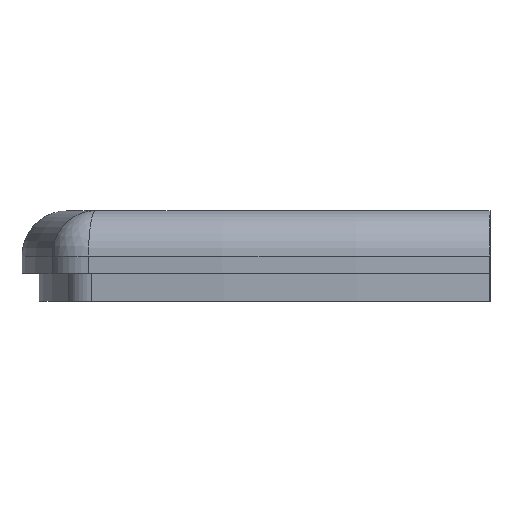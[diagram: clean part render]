
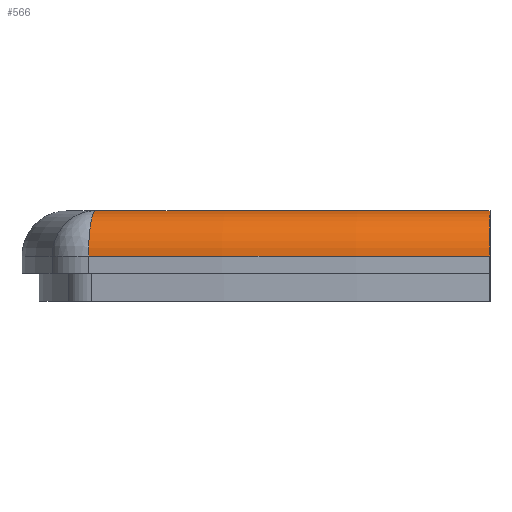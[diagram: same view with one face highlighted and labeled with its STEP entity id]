
A CAD part, left-side view. The second image highlights one B-rep face of the part: STEP entity #566.
In plain terms, the highlighted toroidal (fillet/blend) face has major radius 169.136 mm and minor radius 3 mm.
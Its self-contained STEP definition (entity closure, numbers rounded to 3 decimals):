
#73 = PLANE('',#74);
#74 = AXIS2_PLACEMENT_3D('',#75,#76,#77);
#75 = CARTESIAN_POINT('',(-18.2,0.,1.867));
#76 = DIRECTION('',(0.,-1.,0.));
#77 = DIRECTION('',(-1.,0.,0.));
#209 = PLANE('',#210);
#210 = AXIS2_PLACEMENT_3D('',#211,#212,#213);
#211 = CARTESIAN_POINT('',(-13.16,26.19,6.));
#212 = DIRECTION('',(0.,0.,1.));
#213 = DIRECTION('',(1.,0.,0.));
#466 = CYLINDRICAL_SURFACE('',#467,172.136);
#467 = AXIS2_PLACEMENT_3D('',#468,#469,#470);
#468 = CARTESIAN_POINT('',(153.936,0.,0.));
#469 = DIRECTION('',(0.,0.,-1.));
#470 = DIRECTION('',(-1.,-0.,-0.));
#490 = VERTEX_POINT('',#491);
#491 = CARTESIAN_POINT('',(-18.2,0.,3.));
#512 = EDGE_CURVE('',#490,#513,#515,.T.);
#513 = VERTEX_POINT('',#514);
#514 = CARTESIAN_POINT('',(-16.124,26.655,3.));
#515 = SURFACE_CURVE('',#516,(#521,#528),.PCURVE_S1.);
#516 = CIRCLE('',#517,172.136);
#517 = AXIS2_PLACEMENT_3D('',#518,#519,#520);
#518 = CARTESIAN_POINT('',(153.936,0.,3.));
#519 = DIRECTION('',(0.,0.,-1.));
#520 = DIRECTION('',(-1.,-0.,-0.));
#521 = PCURVE('',#466,#522);
#522 = DEFINITIONAL_REPRESENTATION('',(#523),#527);
#523 = LINE('',#524,#525);
#524 = CARTESIAN_POINT('',(0.,-3.));
#525 = VECTOR('',#526,1.);
#526 = DIRECTION('',(1.,0.));
#527 = ( GEOMETRIC_REPRESENTATION_CONTEXT(2) 
PARAMETRIC_REPRESENTATION_CONTEXT() REPRESENTATION_CONTEXT('2D SPACE',''
  ) );
#528 = PCURVE('',#529,#534);
#529 = TOROIDAL_SURFACE('',#530,169.136,3.);
#530 = AXIS2_PLACEMENT_3D('',#531,#532,#533);
#531 = CARTESIAN_POINT('',(153.936,0.,3.));
#532 = DIRECTION('',(0.,0.,1.));
#533 = DIRECTION('',(-1.,-0.,-0.));
#534 = DEFINITIONAL_REPRESENTATION('',(#535),#539);
#535 = LINE('',#536,#537);
#536 = CARTESIAN_POINT('',(-0.,0.));
#537 = VECTOR('',#538,1.);
#538 = DIRECTION('',(-1.,0.));
#539 = ( GEOMETRIC_REPRESENTATION_CONTEXT(2) 
PARAMETRIC_REPRESENTATION_CONTEXT() REPRESENTATION_CONTEXT('2D SPACE',''
  ) );
#566 = ADVANCED_FACE('',(#567),#529,.T.);
#567 = FACE_BOUND('',#568,.F.);
#568 = EDGE_LOOP('',(#569,#597,#598,#627));
#569 = ORIENTED_EDGE('',*,*,#570,.F.);
#570 = EDGE_CURVE('',#490,#571,#573,.T.);
#571 = VERTEX_POINT('',#572);
#572 = CARTESIAN_POINT('',(-15.2,0.,6.));
#573 = SURFACE_CURVE('',#574,(#579,#586),.PCURVE_S1.);
#574 = CIRCLE('',#575,3.);
#575 = AXIS2_PLACEMENT_3D('',#576,#577,#578);
#576 = CARTESIAN_POINT('',(-15.2,0.,3.));
#577 = DIRECTION('',(0.,1.,0.));
#578 = DIRECTION('',(0.,0.,1.));
#579 = PCURVE('',#529,#580);
#580 = DEFINITIONAL_REPRESENTATION('',(#581),#585);
#581 = LINE('',#582,#583);
#582 = CARTESIAN_POINT('',(-0.,-4.712));
#583 = VECTOR('',#584,1.);
#584 = DIRECTION('',(-0.,1.));
#585 = ( GEOMETRIC_REPRESENTATION_CONTEXT(2) 
PARAMETRIC_REPRESENTATION_CONTEXT() REPRESENTATION_CONTEXT('2D SPACE',''
  ) );
#586 = PCURVE('',#73,#587);
#587 = DEFINITIONAL_REPRESENTATION('',(#588),#596);
#588 = ( BOUNDED_CURVE() B_SPLINE_CURVE(2,(#589,#590,#591,#592,#593,#594
,#595),.UNSPECIFIED.,.T.,.F.) B_SPLINE_CURVE_WITH_KNOTS((1,2,2,2,2,1),(
    -2.094,0.,2.094,4.189,6.283,
8.378),.UNSPECIFIED.) CURVE() GEOMETRIC_REPRESENTATION_ITEM() 
RATIONAL_B_SPLINE_CURVE((1.,0.5,1.,0.5,1.,0.5,1.)) REPRESENTATION_ITEM(
  '') );
#589 = CARTESIAN_POINT('',(-3.,-4.133));
#590 = CARTESIAN_POINT('',(-8.196,-4.133));
#591 = CARTESIAN_POINT('',(-5.598,0.367));
#592 = CARTESIAN_POINT('',(-3.,4.867));
#593 = CARTESIAN_POINT('',(-0.402,0.367));
#594 = CARTESIAN_POINT('',(2.196,-4.133));
#595 = CARTESIAN_POINT('',(-3.,-4.133));
#596 = ( GEOMETRIC_REPRESENTATION_CONTEXT(2) 
PARAMETRIC_REPRESENTATION_CONTEXT() REPRESENTATION_CONTEXT('2D SPACE',''
  ) );
#597 = ORIENTED_EDGE('',*,*,#512,.T.);
#598 = ORIENTED_EDGE('',*,*,#599,.T.);
#599 = EDGE_CURVE('',#513,#600,#602,.T.);
#600 = VERTEX_POINT('',#601);
#601 = CARTESIAN_POINT('',(-13.16,26.19,6.));
#602 = SURFACE_CURVE('',#603,(#608,#615),.PCURVE_S1.);
#603 = CIRCLE('',#604,3.);
#604 = AXIS2_PLACEMENT_3D('',#605,#606,#607);
#605 = CARTESIAN_POINT('',(-13.16,26.19,3.));
#606 = DIRECTION('',(0.155,0.988,-0.));
#607 = DIRECTION('',(-0.988,0.155,0.));
#608 = PCURVE('',#529,#609);
#609 = DEFINITIONAL_REPRESENTATION('',(#610),#614);
#610 = LINE('',#611,#612);
#611 = CARTESIAN_POINT('',(-0.155,0.));
#612 = VECTOR('',#613,1.);
#613 = DIRECTION('',(-0.,1.));
#614 = ( GEOMETRIC_REPRESENTATION_CONTEXT(2) 
PARAMETRIC_REPRESENTATION_CONTEXT() REPRESENTATION_CONTEXT('2D SPACE',''
  ) );
#615 = PCURVE('',#616,#621);
#616 = SPHERICAL_SURFACE('',#617,3.);
#617 = AXIS2_PLACEMENT_3D('',#618,#619,#620);
#618 = CARTESIAN_POINT('',(-13.16,26.19,3.));
#619 = DIRECTION('',(0.,0.,1.));
#620 = DIRECTION('',(-0.988,0.155,0.));
#621 = DEFINITIONAL_REPRESENTATION('',(#622),#626);
#622 = LINE('',#623,#624);
#623 = CARTESIAN_POINT('',(-0.,0.));
#624 = VECTOR('',#625,1.);
#625 = DIRECTION('',(-0.,1.));
#626 = ( GEOMETRIC_REPRESENTATION_CONTEXT(2) 
PARAMETRIC_REPRESENTATION_CONTEXT() REPRESENTATION_CONTEXT('2D SPACE',''
  ) );
#627 = ORIENTED_EDGE('',*,*,#628,.F.);
#628 = EDGE_CURVE('',#571,#600,#629,.T.);
#629 = SURFACE_CURVE('',#630,(#635,#642),.PCURVE_S1.);
#630 = CIRCLE('',#631,169.136);
#631 = AXIS2_PLACEMENT_3D('',#632,#633,#634);
#632 = CARTESIAN_POINT('',(153.936,0.,6.));
#633 = DIRECTION('',(0.,0.,-1.));
#634 = DIRECTION('',(-1.,-0.,-0.));
#635 = PCURVE('',#529,#636);
#636 = DEFINITIONAL_REPRESENTATION('',(#637),#641);
#637 = LINE('',#638,#639);
#638 = CARTESIAN_POINT('',(-0.,1.571));
#639 = VECTOR('',#640,1.);
#640 = DIRECTION('',(-1.,0.));
#641 = ( GEOMETRIC_REPRESENTATION_CONTEXT(2) 
PARAMETRIC_REPRESENTATION_CONTEXT() REPRESENTATION_CONTEXT('2D SPACE',''
  ) );
#642 = PCURVE('',#209,#643);
#643 = DEFINITIONAL_REPRESENTATION('',(#644),#652);
#644 = ( BOUNDED_CURVE() B_SPLINE_CURVE(2,(#645,#646,#647,#648,#649,#650
,#651),.UNSPECIFIED.,.F.,.F.) B_SPLINE_CURVE_WITH_KNOTS((1,2,2,2,2,1),(
    -2.094,0.,2.094,4.189,6.283,
8.378),.UNSPECIFIED.) CURVE() GEOMETRIC_REPRESENTATION_ITEM() 
RATIONAL_B_SPLINE_CURVE((1.,0.5,1.,0.5,1.,0.5,1.)) REPRESENTATION_ITEM(
  '') );
#645 = CARTESIAN_POINT('',(-2.04,-26.19));
#646 = CARTESIAN_POINT('',(-2.04,266.763));
#647 = CARTESIAN_POINT('',(251.664,120.286));
#648 = CARTESIAN_POINT('',(505.369,-26.19));
#649 = CARTESIAN_POINT('',(251.664,-172.666));
#650 = CARTESIAN_POINT('',(-2.04,-319.143));
#651 = CARTESIAN_POINT('',(-2.04,-26.19));
#652 = ( GEOMETRIC_REPRESENTATION_CONTEXT(2) 
PARAMETRIC_REPRESENTATION_CONTEXT() REPRESENTATION_CONTEXT('2D SPACE',''
  ) );
